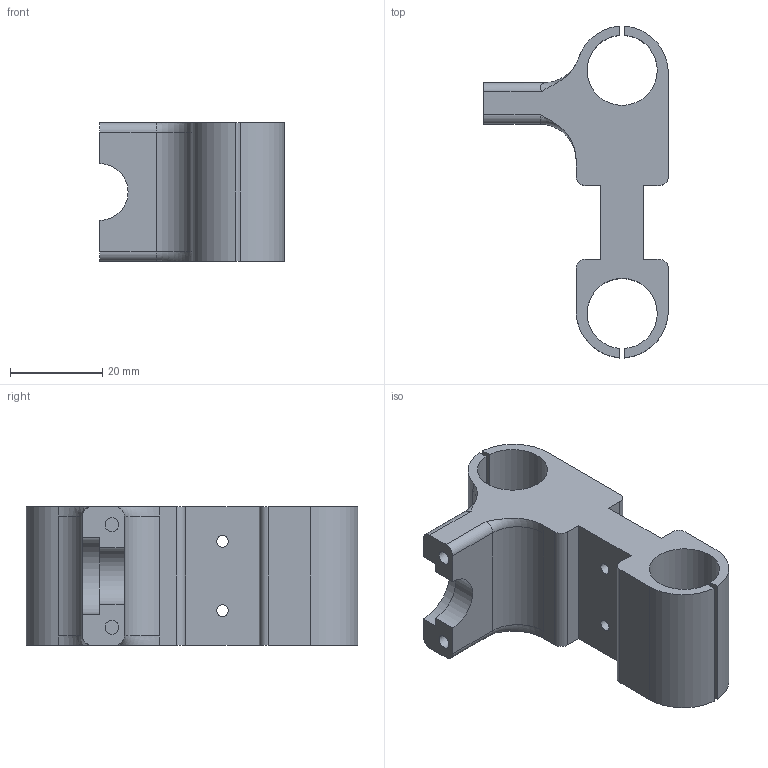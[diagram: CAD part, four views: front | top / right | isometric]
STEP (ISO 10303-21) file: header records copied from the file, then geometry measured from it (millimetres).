
FILE_DESCRIPTION(/* description */ (''),/* implementation_level */ '2;1');
FILE_NAME(/* name */ 'X Carriage.stp',/* time_stamp */ '2020-02-25T17:10:19+00:00',/* author */ ('Ax'),/* organization */ (''),/* preprocessor_version */ 'ST-DEVELOPER v17',/* originating_system */ 'Autodesk Inventor 2019',/* authorisation */ '');
FILE_SCHEMA (('AUTOMOTIVE_DESIGN { 1 0 10303 214 3 1 1 }'));
Length unit declared in the file: millimetre
Products named in the file (1): X Carriage
Bounding box: 40 x 71.9 x 30 mm (x, y, z)
Volume: 27911.8 mm3; surface area: 12009.4 mm2
Topology: 1 solids, 1 shells, 57 faces, 163 edges, 110 vertices
Faces by surface type: plane 27, cylinder 24, cone 2, torus 2, bspline 2
Full cylindrical faces by diameter (mm): 1.9 x2, 2.5 x2, 3 x2
Entity records: 2074 total; most frequent: CARTESIAN_POINT 501, DIRECTION 323, ORIENTED_EDGE 322, EDGE_CURVE 161, AXIS2_PLACEMENT_3D 114, VERTEX_POINT 110, LINE 95, VECTOR 95
